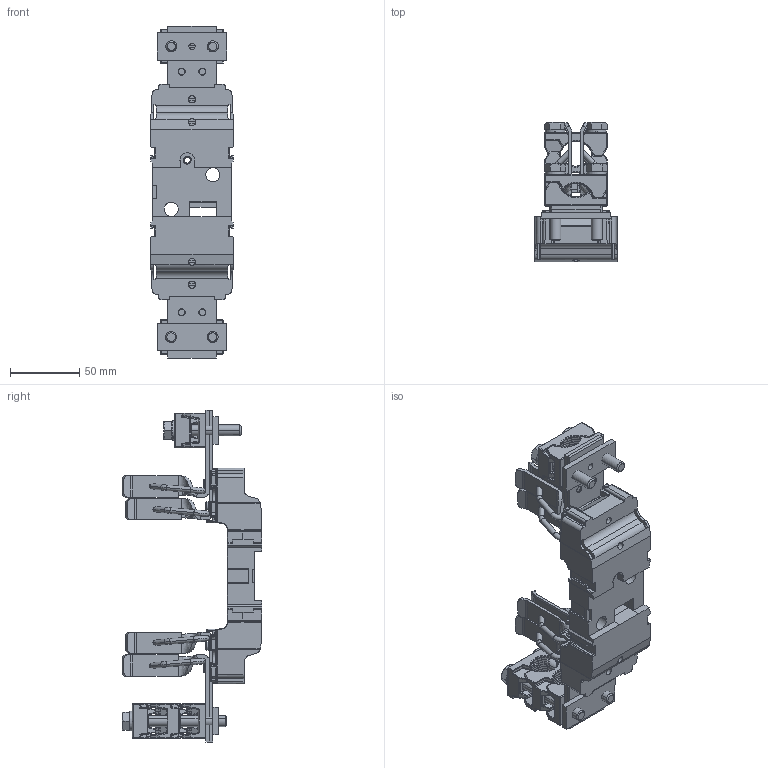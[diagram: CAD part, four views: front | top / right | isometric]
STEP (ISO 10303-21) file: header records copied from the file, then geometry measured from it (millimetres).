
FILE_DESCRIPTION((''),'2;1');
FILE_NAME('004121600_PT3_M12-M12_1P_ASM','2023-10-25T13:20:18',('klemen.sitar'),('Audax d.o.o.'),'CREO PARAMETRIC BY PTC INC, 2021304','CREO PARAMETRIC BY PTC INC, 2021304','');
FILE_SCHEMA(('AP242_MANAGED_MODEL_BASED_3D_ENGINEERING_MIM_LF { 1 0 10303 442 1 1 4 }'));
Products named in the file (22): ASM0024_ASM_1_1_ASM_1_1_1; 0000047317_1_1_2_3_1_1_1; 0000038459_1_1_1_1; 0000038462_1_1_1_1; 0000038678_1_1_1_1; BASE_ASM; ETI_LOGO_13_2X7_71MM; 66812_FEDERRING_DIN_127_A8_1_1_; 68111_SECHSKANTSCHRAUBE_M8X50_2; WLOGO_1_1_1_1; 70199_KLEMMENTEIL_GR3_1_1_1_1; 57401_KLEMMENUNTERTEIL_1_1_1_1; ASM0009_ASM_1_ASM_1_ASM; P3_BOT_ASM_1_ASM; 70199_KLEMMENTEIL_GR3_1_1-43335; 70219_DRUCKST_X2_00FC_X0_CK_G_2; 57401_KLEMMENUNTERTEIL_1_-67890; 65732_SECHSKANTSCHRAUBE_M8X70_2; 66812_FEDERRING_DIN_127_A8_1__9; WLOGO_1_1_1_1_1_1; 2P3_TOP_ASM_1_ASM; 004121600_PT3_M12-M12_1P_ASM
Assembly tree (33 placements, depth 4):
  004121600_PT3_M12-M12_1P_ASM
    BASE_ASM
      ASM0024_ASM_1_1_ASM_1_1_1
      0000047317_1_1_2_3_1_1_1  x4
      0000038459_1_1_1_1  x2
      0000038462_1_1_1_1  x2
      0000038678_1_1_1_1  x4
    ETI_LOGO_13_2X7_71MM
    P3_BOT_ASM_1_ASM
      66812_FEDERRING_DIN_127_A8_1_1_  x2
      68111_SECHSKANTSCHRAUBE_M8X50_2  x2
      WLOGO_1_1_1_1
      ASM0009_ASM_1_ASM_1_ASM
        70199_KLEMMENTEIL_GR3_1_1_1_1
        57401_KLEMMENUNTERTEIL_1_1_1_1
    2P3_TOP_ASM_1_ASM
      70199_KLEMMENTEIL_GR3_1_1-43335
      70219_DRUCKST_X2_00FC_X0_CK_G_2
      57401_KLEMMENUNTERTEIL_1_-67890
      65732_SECHSKANTSCHRAUBE_M8X70_2  x2
      66812_FEDERRING_DIN_127_A8_1__9  x2
      WLOGO_1_1_1_1_1_1
Bounding box: 59.8 x 101.2 x 240 mm (x, y, z)
Volume: 117604.9 mm3; surface area: 126222.5 mm2
Topology: 30 solids, 42 shells, 3500 faces, 8897 edges, 5260 vertices
Faces by surface type: cylinder 1297, plane 1146, bspline 502, cone 292, torus 188, sphere 48, extrusion 27
Entity records: 171854 total; most frequent: CARTESIAN_POINT 74986, ORIENTED_EDGE 15420, DIRECTION 13711, EDGE_CURVE 7719, PRESENTATION_STYLE_ASSIGNMENT 5352, STYLED_ITEM 5352, AXIS2_PLACEMENT_3D 4979, VERTEX_POINT 4663
